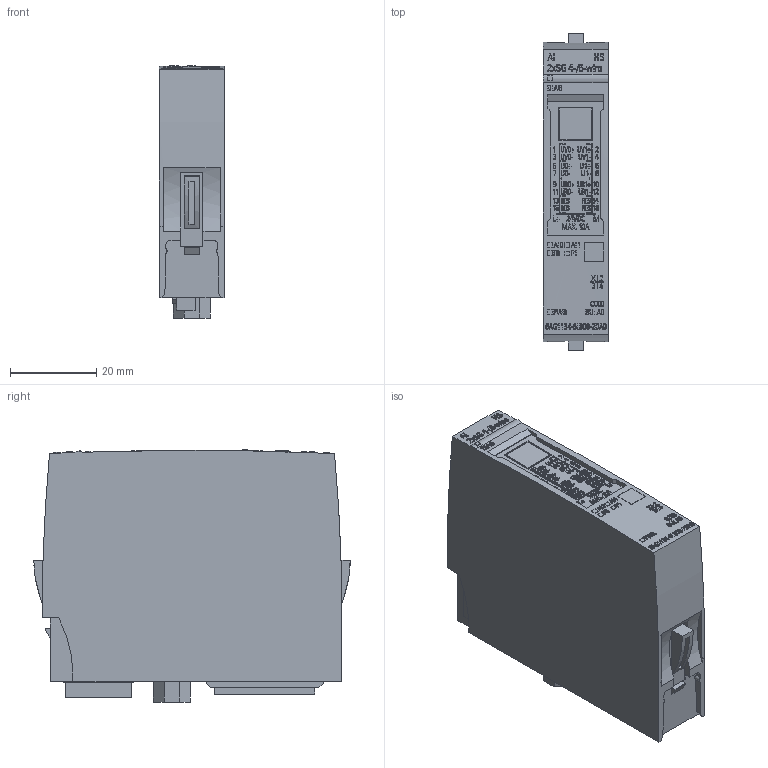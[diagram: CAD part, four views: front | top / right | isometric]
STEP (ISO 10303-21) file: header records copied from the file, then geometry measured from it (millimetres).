
FILE_DESCRIPTION(/* description */ (''),/* implementation_level */ '2;1');
FILE_NAME(/* name */ '6AG1134-6LB00-2DA0_3d.stp',/* time_stamp */ '2025-04-27T08:25:40+02:00',/* author */ (''),/* organization */ (''),/* preprocessor_version */ 'ST-DEVELOPER v20',/* originating_system */ 'SIEMENS PLM Software NX2406.8300',/* authorisation */ '');
FILE_SCHEMA (('AUTOMOTIVE_DESIGN { 1 0 10303 214 3 1 1 1 }'));
Products named in the file (3): A5E54536185A_RS-AA_001_1-Box; A5E54536186A_RS-AA_001_1-Labeling; A5E54536199A_RS-AA_001_1-CAx_6AG11346LB002DA0
Assembly tree (2 placements, depth 2):
  A5E54536199A_RS-AA_001_1-CAx_6AG11346LB002DA0
    A5E54536186A_RS-AA_001_1-Labeling
    A5E54536185A_RS-AA_001_1-Box
Bounding box: 15.1 x 73.2 x 58.37 mm (x, y, z)
Volume: 20007.2 mm3; surface area: 28143.1 mm2
Topology: 169 solids, 169 shells, 2539 faces, 6370 edges, 4246 vertices
Faces by surface type: plane 1751, cylinder 408, extrusion 380
Entity records: 110614 total; most frequent: CARTESIAN_POINT 32044, ORIENTED_EDGE 12734, DIRECTION 10827, EDGE_CURVE 6367, VECTOR 4663, LINE 4283, VERTEX_POINT 4246, AXIS2_PLACEMENT_3D 3082
